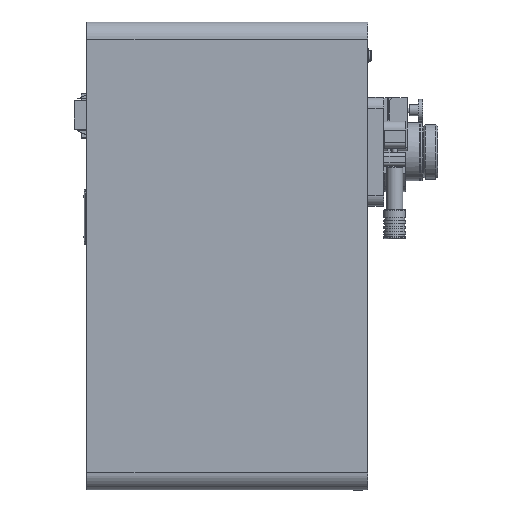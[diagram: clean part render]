
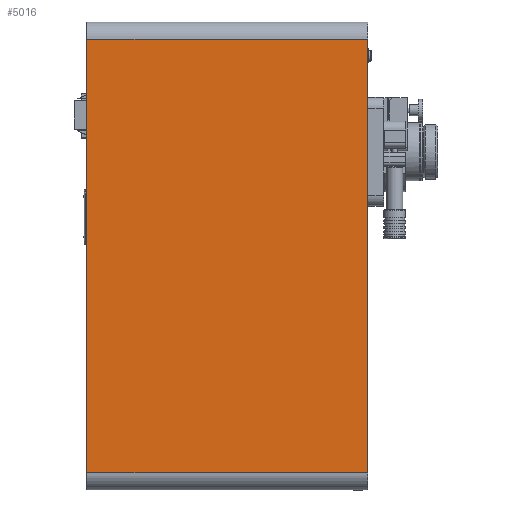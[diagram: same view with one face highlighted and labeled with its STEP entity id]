
A CAD part, top view. The second image highlights one B-rep face of the part: STEP entity #5016.
In plain terms, the highlighted planar face has unit normal (0, 0, 1).
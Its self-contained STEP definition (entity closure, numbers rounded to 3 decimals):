
#634=FACE_OUTER_BOUND('',#942,.T.);
#942=EDGE_LOOP('',(#4143,#4144,#4145,#4146));
#1391=LINE('',#8254,#1831);
#1401=LINE('',#8280,#1841);
#1411=LINE('',#8302,#1851);
#1412=LINE('',#8304,#1852);
#1831=VECTOR('',#6770,1000.);
#1841=VECTOR('',#6792,1000.);
#1851=VECTOR('',#6824,1000.);
#1852=VECTOR('',#6827,1000.);
#2259=VERTEX_POINT('',#8251);
#2260=VERTEX_POINT('',#8253);
#2269=VERTEX_POINT('',#8277);
#2270=VERTEX_POINT('',#8279);
#2886=EDGE_CURVE('',#2260,#2259,#1391,.F.);
#2899=EDGE_CURVE('',#2269,#2270,#1401,.F.);
#2914=EDGE_CURVE('',#2260,#2269,#1411,.T.);
#2915=EDGE_CURVE('',#2259,#2270,#1412,.F.);
#4143=ORIENTED_EDGE('',*,*,#2899,.F.);
#4144=ORIENTED_EDGE('',*,*,#2914,.F.);
#4145=ORIENTED_EDGE('',*,*,#2886,.T.);
#4146=ORIENTED_EDGE('',*,*,#2915,.T.);
#4480=PLANE('',#5502);
#5016=ADVANCED_FACE('',(#634),#4480,.T.);
#5502=AXIS2_PLACEMENT_3D('',#8303,#6825,#6826);
#6770=DIRECTION('',(0.,1.,0.));
#6792=DIRECTION('',(0.,1.,0.));
#6824=DIRECTION('',(1.,0.,0.));
#6825=DIRECTION('center_axis',(0.,0.,
1.));
#6826=DIRECTION('ref_axis',(0.,1.,0.));
#6827=DIRECTION('',(-1.,0.,0.));
#8251=CARTESIAN_POINT('',(-77.5,-119.7,67.1));
#8253=CARTESIAN_POINT('',(-77.5,119.7,67.1));
#8254=CARTESIAN_POINT('',(-77.5,119.7,67.1));
#8277=CARTESIAN_POINT('',(77.5,119.7,67.1));
#8279=CARTESIAN_POINT('',(77.5,-119.7,67.1));
#8280=CARTESIAN_POINT('',(77.5,119.7,67.1));
#8302=CARTESIAN_POINT('',(-77.5,119.7,67.1));
#8303=CARTESIAN_POINT('Origin',(-77.5,119.7,67.1));
#8304=CARTESIAN_POINT('',(-77.5,-119.7,67.1));
